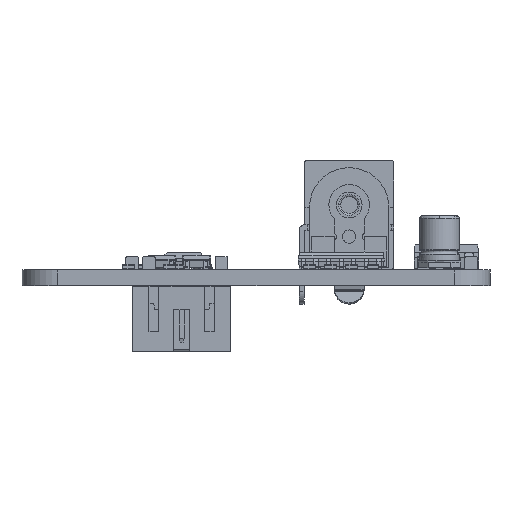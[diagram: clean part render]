
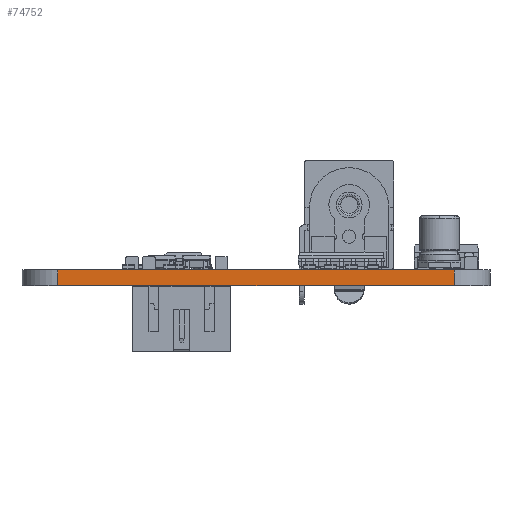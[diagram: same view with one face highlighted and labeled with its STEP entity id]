
A CAD part, left-side view. The second image highlights one B-rep face of the part: STEP entity #74752.
In plain terms, the highlighted planar face has unit normal (-1, 0, 0).
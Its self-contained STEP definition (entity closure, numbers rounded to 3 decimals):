
#68424 = PLANE('',#68425);
#68425 = AXIS2_PLACEMENT_3D('',#68426,#68427,#68428);
#68426 = CARTESIAN_POINT('',(143.505,-92.004,1.6));
#68427 = DIRECTION('',(0.,0.,1.));
#68428 = DIRECTION('',(1.,0.,-0.));
#68452 = CYLINDRICAL_SURFACE('',#68453,3.701);
#68453 = AXIS2_PLACEMENT_3D('',#68454,#68455,#68456);
#68454 = CARTESIAN_POINT('',(116.1,-72.1,0.));
#68455 = DIRECTION('',(-0.,-0.,-1.));
#68456 = DIRECTION('',(1.,0.,-0.));
#68478 = PLANE('',#68479);
#68479 = AXIS2_PLACEMENT_3D('',#68480,#68481,#68482);
#68480 = CARTESIAN_POINT('',(143.505,-92.004,0.));
#68481 = DIRECTION('',(0.,0.,1.));
#68482 = DIRECTION('',(1.,0.,-0.));
#68573 = VERTEX_POINT('',#68574);
#68574 = CARTESIAN_POINT('',(112.4,-72.,1.6));
#68596 = EDGE_CURVE('',#68597,#68573,#68599,.T.);
#68597 = VERTEX_POINT('',#68598);
#68598 = CARTESIAN_POINT('',(112.4,-72.,0.));
#68599 = SURFACE_CURVE('',#68600,(#68604,#68611),.PCURVE_S1.);
#68600 = LINE('',#68601,#68602);
#68601 = CARTESIAN_POINT('',(112.4,-72.,0.));
#68602 = VECTOR('',#68603,1.);
#68603 = DIRECTION('',(0.,0.,1.));
#68604 = PCURVE('',#68452,#68605);
#68605 = DEFINITIONAL_REPRESENTATION('',(#68606),#68610);
#68606 = LINE('',#68607,#68608);
#68607 = CARTESIAN_POINT('',(-3.115,0.));
#68608 = VECTOR('',#68609,1.);
#68609 = DIRECTION('',(-0.,-1.));
#68610 = ( GEOMETRIC_REPRESENTATION_CONTEXT(2) 
PARAMETRIC_REPRESENTATION_CONTEXT() REPRESENTATION_CONTEXT('2D SPACE',''
  ) );
#68611 = PCURVE('',#68612,#68617);
#68612 = PLANE('',#68613);
#68613 = AXIS2_PLACEMENT_3D('',#68614,#68615,#68616);
#68614 = CARTESIAN_POINT('',(112.4,-72.,0.));
#68615 = DIRECTION('',(1.,0.,0.));
#68616 = DIRECTION('',(0.,-1.,0.));
#68617 = DEFINITIONAL_REPRESENTATION('',(#68618),#68622);
#68618 = LINE('',#68619,#68620);
#68619 = CARTESIAN_POINT('',(0.,0.));
#68620 = VECTOR('',#68621,1.);
#68621 = DIRECTION('',(0.,-1.));
#68622 = ( GEOMETRIC_REPRESENTATION_CONTEXT(2) 
PARAMETRIC_REPRESENTATION_CONTEXT() REPRESENTATION_CONTEXT('2D SPACE',''
  ) );
#68651 = EDGE_CURVE('',#68597,#68652,#68654,.T.);
#68652 = VERTEX_POINT('',#68653);
#68653 = CARTESIAN_POINT('',(112.4,-112.,0.));
#68654 = SURFACE_CURVE('',#68655,(#68659,#68666),.PCURVE_S1.);
#68655 = LINE('',#68656,#68657);
#68656 = CARTESIAN_POINT('',(112.4,-72.,0.));
#68657 = VECTOR('',#68658,1.);
#68658 = DIRECTION('',(0.,-1.,0.));
#68659 = PCURVE('',#68478,#68660);
#68660 = DEFINITIONAL_REPRESENTATION('',(#68661),#68665);
#68661 = LINE('',#68662,#68663);
#68662 = CARTESIAN_POINT('',(-31.105,20.004));
#68663 = VECTOR('',#68664,1.);
#68664 = DIRECTION('',(0.,-1.));
#68665 = ( GEOMETRIC_REPRESENTATION_CONTEXT(2) 
PARAMETRIC_REPRESENTATION_CONTEXT() REPRESENTATION_CONTEXT('2D SPACE',''
  ) );
#68666 = PCURVE('',#68612,#68667);
#68667 = DEFINITIONAL_REPRESENTATION('',(#68668),#68672);
#68668 = LINE('',#68669,#68670);
#68669 = CARTESIAN_POINT('',(0.,0.));
#68670 = VECTOR('',#68671,1.);
#68671 = DIRECTION('',(1.,0.));
#68672 = ( GEOMETRIC_REPRESENTATION_CONTEXT(2) 
PARAMETRIC_REPRESENTATION_CONTEXT() REPRESENTATION_CONTEXT('2D SPACE',''
  ) );
#68691 = CYLINDRICAL_SURFACE('',#68692,3.6);
#68692 = AXIS2_PLACEMENT_3D('',#68693,#68694,#68695);
#68693 = CARTESIAN_POINT('',(116.,-112.,0.));
#68694 = DIRECTION('',(-0.,-0.,-1.));
#68695 = DIRECTION('',(1.,0.,-0.));
#71956 = EDGE_CURVE('',#68573,#71957,#71959,.T.);
#71957 = VERTEX_POINT('',#71958);
#71958 = CARTESIAN_POINT('',(112.4,-112.,1.6));
#71959 = SURFACE_CURVE('',#71960,(#71964,#71971),.PCURVE_S1.);
#71960 = LINE('',#71961,#71962);
#71961 = CARTESIAN_POINT('',(112.4,-72.,1.6));
#71962 = VECTOR('',#71963,1.);
#71963 = DIRECTION('',(0.,-1.,0.));
#71964 = PCURVE('',#68424,#71965);
#71965 = DEFINITIONAL_REPRESENTATION('',(#71966),#71970);
#71966 = LINE('',#71967,#71968);
#71967 = CARTESIAN_POINT('',(-31.105,20.004));
#71968 = VECTOR('',#71969,1.);
#71969 = DIRECTION('',(0.,-1.));
#71970 = ( GEOMETRIC_REPRESENTATION_CONTEXT(2) 
PARAMETRIC_REPRESENTATION_CONTEXT() REPRESENTATION_CONTEXT('2D SPACE',''
  ) );
#71971 = PCURVE('',#68612,#71972);
#71972 = DEFINITIONAL_REPRESENTATION('',(#71973),#71977);
#71973 = LINE('',#71974,#71975);
#71974 = CARTESIAN_POINT('',(0.,-1.6));
#71975 = VECTOR('',#71976,1.);
#71976 = DIRECTION('',(1.,0.));
#71977 = ( GEOMETRIC_REPRESENTATION_CONTEXT(2) 
PARAMETRIC_REPRESENTATION_CONTEXT() REPRESENTATION_CONTEXT('2D SPACE',''
  ) );
#74752 = ADVANCED_FACE('',(#74753),#68612,.F.);
#74753 = FACE_BOUND('',#74754,.F.);
#74754 = EDGE_LOOP('',(#74755,#74756,#74757,#74778));
#74755 = ORIENTED_EDGE('',*,*,#68596,.T.);
#74756 = ORIENTED_EDGE('',*,*,#71956,.T.);
#74757 = ORIENTED_EDGE('',*,*,#74758,.F.);
#74758 = EDGE_CURVE('',#68652,#71957,#74759,.T.);
#74759 = SURFACE_CURVE('',#74760,(#74764,#74771),.PCURVE_S1.);
#74760 = LINE('',#74761,#74762);
#74761 = CARTESIAN_POINT('',(112.4,-112.,0.));
#74762 = VECTOR('',#74763,1.);
#74763 = DIRECTION('',(0.,0.,1.));
#74764 = PCURVE('',#68612,#74765);
#74765 = DEFINITIONAL_REPRESENTATION('',(#74766),#74770);
#74766 = LINE('',#74767,#74768);
#74767 = CARTESIAN_POINT('',(40.,0.));
#74768 = VECTOR('',#74769,1.);
#74769 = DIRECTION('',(0.,-1.));
#74770 = ( GEOMETRIC_REPRESENTATION_CONTEXT(2) 
PARAMETRIC_REPRESENTATION_CONTEXT() REPRESENTATION_CONTEXT('2D SPACE',''
  ) );
#74771 = PCURVE('',#68691,#74772);
#74772 = DEFINITIONAL_REPRESENTATION('',(#74773),#74777);
#74773 = LINE('',#74774,#74775);
#74774 = CARTESIAN_POINT('',(-3.142,0.));
#74775 = VECTOR('',#74776,1.);
#74776 = DIRECTION('',(-0.,-1.));
#74777 = ( GEOMETRIC_REPRESENTATION_CONTEXT(2) 
PARAMETRIC_REPRESENTATION_CONTEXT() REPRESENTATION_CONTEXT('2D SPACE',''
  ) );
#74778 = ORIENTED_EDGE('',*,*,#68651,.F.);
